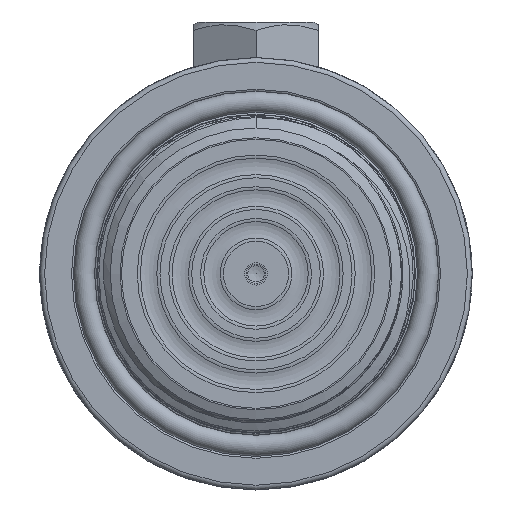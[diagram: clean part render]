
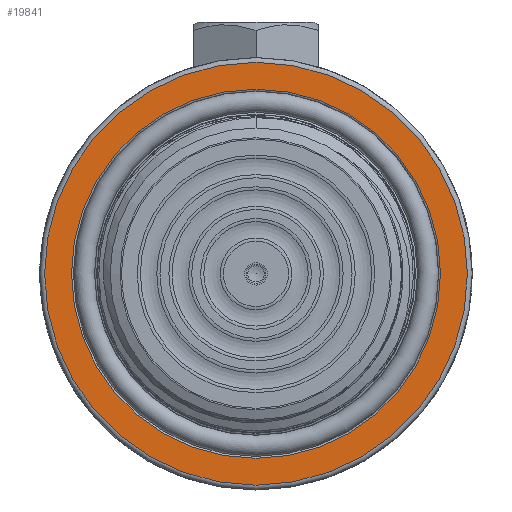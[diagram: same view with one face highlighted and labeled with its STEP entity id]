
A CAD part, left-side view. The second image highlights one B-rep face of the part: STEP entity #19841.
In plain terms, the highlighted planar face has unit normal (-1, 0, 0).
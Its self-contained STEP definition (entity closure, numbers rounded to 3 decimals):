
#896=PLANE('',#21180);
#978=FACE_BOUND('',#3299,.T.);
#2115=FACE_OUTER_BOUND('',#3298,.T.);
#3298=EDGE_LOOP('',(#18358));
#3299=EDGE_LOOP('',(#18359));
#3940=CIRCLE('',#21178,19.2);
#3942=CIRCLE('',#21181,22.);
#9249=VERTEX_POINT('',#69589);
#9250=VERTEX_POINT('',#69593);
#12288=EDGE_CURVE('',#9249,#9249,#3940,.T.);
#12290=EDGE_CURVE('',#9250,#9250,#3942,.T.);
#18358=ORIENTED_EDGE('',*,*,#12290,.F.);
#18359=ORIENTED_EDGE('',*,*,#12288,.T.);
#19841=ADVANCED_FACE('',(#2115,#978),#896,.T.);
#21178=AXIS2_PLACEMENT_3D('',#69590,#24644,#24645);
#21180=AXIS2_PLACEMENT_3D('',#69592,#24648,#24649);
#21181=AXIS2_PLACEMENT_3D('',#69594,#24650,#24651);
#24644=DIRECTION('center_axis',(1.,0.,0.));
#24645=DIRECTION('ref_axis',(0.,-1.,0.));
#24648=DIRECTION('center_axis',(-1.,0.,0.));
#24649=DIRECTION('ref_axis',(0.,1.,0.));
#24650=DIRECTION('center_axis',(1.,0.,0.));
#24651=DIRECTION('ref_axis',(0.,-1.,0.));
#69589=CARTESIAN_POINT('',(19.,19.2,0.));
#69590=CARTESIAN_POINT('Origin',(19.,0.,0.));
#69592=CARTESIAN_POINT('Origin',(19.,0.,-22.));
#69593=CARTESIAN_POINT('',(19.,0.,22.));
#69594=CARTESIAN_POINT('Origin',(19.,0.,0.));
